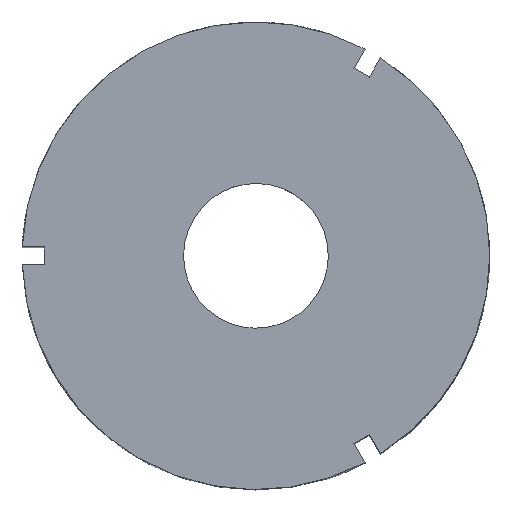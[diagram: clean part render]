
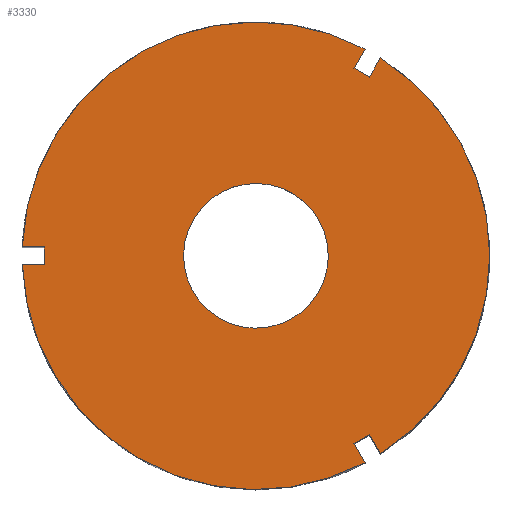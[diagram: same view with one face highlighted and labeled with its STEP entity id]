
A CAD part, top view. The second image highlights one B-rep face of the part: STEP entity #3330.
In plain terms, the highlighted planar face has unit normal (0, 0, 1).
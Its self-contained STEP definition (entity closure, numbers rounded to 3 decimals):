
#432=CARTESIAN_POINT('Vertex',(20.386,32.109,0.)) ;
#446=CARTESIAN_POINT('Vertex',(17.614,33.709,0.)) ;
#449=CARTESIAN_POINT('Line Origine',(19.,32.909,0.)) ;
#734=CARTESIAN_POINT('Vertex',(19.599,-37.147,0.)) ;
#750=CARTESIAN_POINT('Vertex',(17.614,-33.709,0.)) ;
#753=CARTESIAN_POINT('Line Origine',(18.607,-35.428,0.)) ;
#781=CARTESIAN_POINT('Vertex',(20.386,-32.109,0.)) ;
#784=CARTESIAN_POINT('Line Origine',(19.,-32.909,0.)) ;
#1756=CARTESIAN_POINT('Vertex',(6.233,-11.409,0.)) ;
#1763=CARTESIAN_POINT('Vertex',(-6.233,11.409,0.)) ;
#1766=CARTESIAN_POINT('Axis2P3D Location',(0.,0.,0.)) ;
#1778=CARTESIAN_POINT('Axis2P3D Location',(0.,0.,0.)) ;
#1929=CARTESIAN_POINT('Vertex',(-38.,1.6,0.)) ;
#1943=CARTESIAN_POINT('Vertex',(-38.,-1.6,0.)) ;
#1946=CARTESIAN_POINT('Line Origine',(-38.,0.,0.)) ;
#1969=CARTESIAN_POINT('Vertex',(-41.97,-1.6,0.)) ;
#1972=CARTESIAN_POINT('Line Origine',(-39.985,-1.6,0.)) ;
#2078=CARTESIAN_POINT('Vertex',(-41.97,1.6,0.)) ;
#2088=CARTESIAN_POINT('Line Origine',(-39.985,1.6,0.)) ;
#2822=CARTESIAN_POINT('Axis2P3D Location',(0.,0.,0.)) ;
#3011=CARTESIAN_POINT('Axis2P3D Location',(0.,0.,0.)) ;
#3015=CARTESIAN_POINT('Vertex',(-20.136,36.858,0.)) ;
#3048=CARTESIAN_POINT('Axis2P3D Location',(0.,0.,0.)) ;
#3052=CARTESIAN_POINT('Vertex',(19.599,37.147,0.)) ;
#3092=CARTESIAN_POINT('Line Origine',(18.607,35.428,0.)) ;
#3274=CARTESIAN_POINT('Vertex',(22.37,-35.547,0.)) ;
#3277=CARTESIAN_POINT('Line Origine',(21.378,-33.828,0.)) ;
#3294=CARTESIAN_POINT('Axis2P3D Location',(0.,42.,0.)) ;
#3299=CARTESIAN_POINT('Axis2P3D Location',(0.,0.,0.)) ;
#3303=CARTESIAN_POINT('Vertex',(22.37,35.547,0.)) ;
#3306=CARTESIAN_POINT('Line Origine',(21.378,33.828,0.)) ;
#450=DIRECTION('Vector Direction',(0.866,-0.5,0.)) ;
#754=DIRECTION('Vector Direction',(0.5,-0.866,0.)) ;
#785=DIRECTION('Vector Direction',(-0.866,-0.5,0.)) ;
#1767=DIRECTION('Axis2P3D Direction',(0.,0.,1.)) ;
#1779=DIRECTION('Axis2P3D Direction',(0.,0.,1.)) ;
#1947=DIRECTION('Vector Direction',(0.,1.,0.)) ;
#1973=DIRECTION('Vector Direction',(-1.,0.,0.)) ;
#2089=DIRECTION('Vector Direction',(-1.,0.,0.)) ;
#2823=DIRECTION('Axis2P3D Direction',(0.,0.,1.)) ;
#3012=DIRECTION('Axis2P3D Direction',(0.,0.,1.)) ;
#3049=DIRECTION('Axis2P3D Direction',(0.,0.,1.)) ;
#3093=DIRECTION('Vector Direction',(0.5,0.866,0.)) ;
#3278=DIRECTION('Vector Direction',(0.5,-0.866,0.)) ;
#3295=DIRECTION('Axis2P3D Direction',(0.,0.,1.)) ;
#3296=DIRECTION('Axis2P3D XDirection',(1.,0.,0.)) ;
#3300=DIRECTION('Axis2P3D Direction',(0.,0.,1.)) ;
#3307=DIRECTION('Vector Direction',(0.5,0.866,0.)) ;
#1768=AXIS2_PLACEMENT_3D('Circle Axis2P3D',#1766,#1767,$) ;
#1780=AXIS2_PLACEMENT_3D('Circle Axis2P3D',#1778,#1779,$) ;
#2824=AXIS2_PLACEMENT_3D('Circle Axis2P3D',#2822,#2823,$) ;
#3013=AXIS2_PLACEMENT_3D('Circle Axis2P3D',#3011,#3012,$) ;
#3050=AXIS2_PLACEMENT_3D('Circle Axis2P3D',#3048,#3049,$) ;
#3297=AXIS2_PLACEMENT_3D('Plane Axis2P3D',#3294,#3295,#3296) ;
#3301=AXIS2_PLACEMENT_3D('Circle Axis2P3D',#3299,#3300,$) ;
#3312=ORIENTED_EDGE('',*,*,#3305,.T.) ;
#3313=ORIENTED_EDGE('',*,*,#3310,.F.) ;
#3314=ORIENTED_EDGE('',*,*,#453,.T.) ;
#3315=ORIENTED_EDGE('',*,*,#3096,.T.) ;
#3316=ORIENTED_EDGE('',*,*,#3054,.T.) ;
#3317=ORIENTED_EDGE('',*,*,#3017,.T.) ;
#3318=ORIENTED_EDGE('',*,*,#2092,.F.) ;
#3319=ORIENTED_EDGE('',*,*,#1950,.T.) ;
#3320=ORIENTED_EDGE('',*,*,#1976,.T.) ;
#3321=ORIENTED_EDGE('',*,*,#2826,.T.) ;
#3322=ORIENTED_EDGE('',*,*,#757,.F.) ;
#3323=ORIENTED_EDGE('',*,*,#788,.T.) ;
#3324=ORIENTED_EDGE('',*,*,#3281,.T.) ;
#3327=ORIENTED_EDGE('',*,*,#1770,.F.) ;
#3328=ORIENTED_EDGE('',*,*,#1782,.F.) ;
#3329=FACE_BOUND('',#3326,.T.) ;
#451=VECTOR('Line Direction',#450,1.) ;
#755=VECTOR('Line Direction',#754,1.) ;
#786=VECTOR('Line Direction',#785,1.) ;
#1948=VECTOR('Line Direction',#1947,1.) ;
#1974=VECTOR('Line Direction',#1973,1.) ;
#2090=VECTOR('Line Direction',#2089,1.) ;
#3094=VECTOR('Line Direction',#3093,1.) ;
#3279=VECTOR('Line Direction',#3278,1.) ;
#3308=VECTOR('Line Direction',#3307,1.) ;
#3330=ADVANCED_FACE('Corps principal',(#3325,#3329),#3298,.T.) ;
#1769=CIRCLE('generated circle',#1768,13.) ;
#1781=CIRCLE('generated circle',#1780,13.) ;
#2825=CIRCLE('generated circle',#2824,42.) ;
#3014=CIRCLE('generated circle',#3013,42.) ;
#3051=CIRCLE('generated circle',#3050,42.) ;
#3302=CIRCLE('generated circle',#3301,42.) ;
#453=EDGE_CURVE('',#433,#447,#452,.F.) ;
#757=EDGE_CURVE('',#751,#735,#756,.T.) ;
#788=EDGE_CURVE('',#751,#782,#787,.F.) ;
#1770=EDGE_CURVE('',#1764,#1757,#1769,.T.) ;
#1782=EDGE_CURVE('',#1757,#1764,#1781,.T.) ;
#1950=EDGE_CURVE('',#1930,#1944,#1949,.F.) ;
#1976=EDGE_CURVE('',#1944,#1970,#1975,.T.) ;
#2092=EDGE_CURVE('',#1930,#2079,#2091,.T.) ;
#2826=EDGE_CURVE('',#1970,#735,#2825,.T.) ;
#3017=EDGE_CURVE('',#3016,#2079,#3014,.T.) ;
#3054=EDGE_CURVE('',#3053,#3016,#3051,.T.) ;
#3096=EDGE_CURVE('',#447,#3053,#3095,.T.) ;
#3281=EDGE_CURVE('',#782,#3275,#3280,.T.) ;
#3305=EDGE_CURVE('',#3275,#3304,#3302,.T.) ;
#3310=EDGE_CURVE('',#433,#3304,#3309,.T.) ;
#3311=EDGE_LOOP('',(#3312,#3313,#3314,#3315,#3316,#3317,#3318,#3319,#3320,#3321,#3322,#3323,#3324)) ;
#3326=EDGE_LOOP('',(#3327,#3328)) ;
#3325=FACE_OUTER_BOUND('',#3311,.T.) ;
#452=LINE('Line',#449,#451) ;
#756=LINE('Line',#753,#755) ;
#787=LINE('Line',#784,#786) ;
#1949=LINE('Line',#1946,#1948) ;
#1975=LINE('Line',#1972,#1974) ;
#2091=LINE('Line',#2088,#2090) ;
#3095=LINE('Line',#3092,#3094) ;
#3280=LINE('Line',#3277,#3279) ;
#3309=LINE('Line',#3306,#3308) ;
#3298=PLANE('Plane',#3297) ;
#433=VERTEX_POINT('',#432) ;
#447=VERTEX_POINT('',#446) ;
#735=VERTEX_POINT('',#734) ;
#751=VERTEX_POINT('',#750) ;
#782=VERTEX_POINT('',#781) ;
#1757=VERTEX_POINT('',#1756) ;
#1764=VERTEX_POINT('',#1763) ;
#1930=VERTEX_POINT('',#1929) ;
#1944=VERTEX_POINT('',#1943) ;
#1970=VERTEX_POINT('',#1969) ;
#2079=VERTEX_POINT('',#2078) ;
#3016=VERTEX_POINT('',#3015) ;
#3053=VERTEX_POINT('',#3052) ;
#3275=VERTEX_POINT('',#3274) ;
#3304=VERTEX_POINT('',#3303) ;
